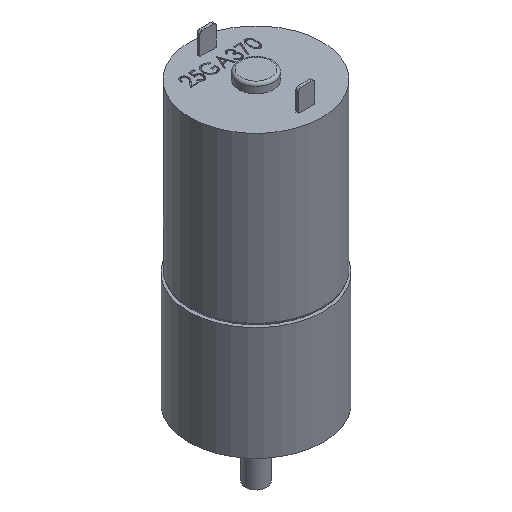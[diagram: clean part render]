
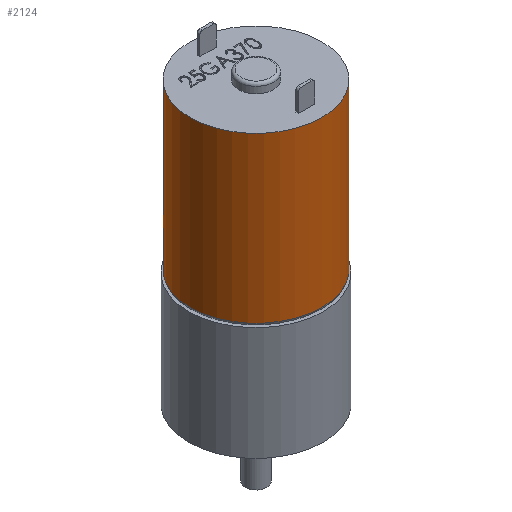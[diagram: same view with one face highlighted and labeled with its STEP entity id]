
A CAD part, isometric view. The second image highlights one B-rep face of the part: STEP entity #2124.
In plain terms, the highlighted cylindrical face has radius 12.2 mm (diameter 24.4 mm), a full revolution.
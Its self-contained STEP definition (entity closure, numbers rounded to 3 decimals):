
#245=LINE('',#2878,#440);
#440=VECTOR('',#2451,12.2);
#631=CYLINDRICAL_SURFACE('',#2292,12.2);
#648=FACE_OUTER_BOUND('',#773,.T.);
#773=EDGE_LOOP('',(#1521,#1522,#1523,#1524,#1525));
#923=CIRCLE('',#2288,12.2);
#924=CIRCLE('',#2289,12.2);
#927=CIRCLE('',#2293,12.2);
#958=VERTEX_POINT('',#2869);
#959=VERTEX_POINT('',#2870);
#961=VERTEX_POINT('',#2877);
#1180=EDGE_CURVE('',#958,#959,#923,.T.);
#1181=EDGE_CURVE('',#959,#958,#924,.T.);
#1184=EDGE_CURVE('',#958,#961,#245,.T.);
#1185=EDGE_CURVE('',#961,#961,#927,.T.);
#1521=ORIENTED_EDGE('',*,*,#1180,.T.);
#1522=ORIENTED_EDGE('',*,*,#1181,.T.);
#1523=ORIENTED_EDGE('',*,*,#1184,.T.);
#1524=ORIENTED_EDGE('',*,*,#1185,.F.);
#1525=ORIENTED_EDGE('',*,*,#1184,.F.);
#2124=ADVANCED_FACE('',(#648),#631,.T.);
#2288=AXIS2_PLACEMENT_3D('',#2871,#2441,#2442);
#2289=AXIS2_PLACEMENT_3D('',#2872,#2443,#2444);
#2292=AXIS2_PLACEMENT_3D('',#2876,#2449,#2450);
#2293=AXIS2_PLACEMENT_3D('',#2879,#2452,#2453);
#2441=DIRECTION('center_axis',(0.,0.,1.));
#2442=DIRECTION('ref_axis',(1.,0.,0.));
#2443=DIRECTION('center_axis',(0.,0.,1.));
#2444=DIRECTION('ref_axis',(1.,0.,0.));
#2449=DIRECTION('center_axis',(0.,0.,-1.));
#2450=DIRECTION('ref_axis',(-1.,0.,0.));
#2451=DIRECTION('',(0.,0.,1.));
#2452=DIRECTION('center_axis',(0.,0.,1.));
#2453=DIRECTION('ref_axis',(1.,0.,0.));
#2869=CARTESIAN_POINT('',(12.2,0.,0.5));
#2870=CARTESIAN_POINT('',(-12.2,0.,0.5));
#2871=CARTESIAN_POINT('Origin',(0.,0.,0.5));
#2872=CARTESIAN_POINT('Origin',(0.,0.,0.5));
#2876=CARTESIAN_POINT('Origin',(0.,0.,31.));
#2877=CARTESIAN_POINT('',(12.2,0.,31.));
#2878=CARTESIAN_POINT('',(12.2,0.,31.));
#2879=CARTESIAN_POINT('Origin',(0.,0.,31.));
